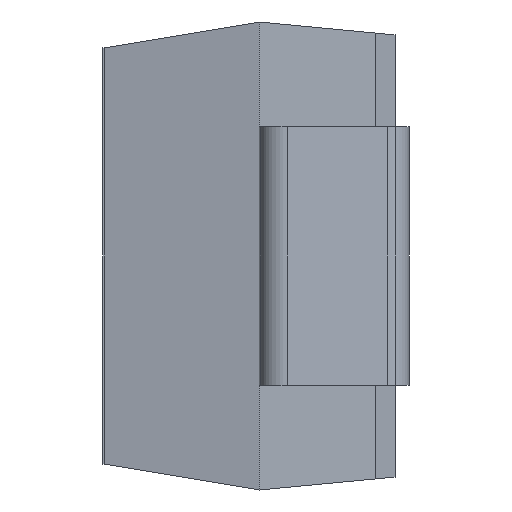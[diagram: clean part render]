
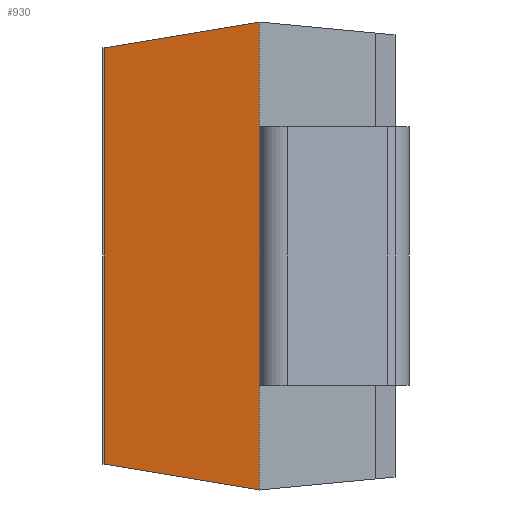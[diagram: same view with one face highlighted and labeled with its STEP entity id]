
A CAD part, left-side view. The second image highlights one B-rep face of the part: STEP entity #930.
In plain terms, the highlighted planar face has unit normal (-0.986, 0.164, 0).
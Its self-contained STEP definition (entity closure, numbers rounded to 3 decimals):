
#60=FACE_OUTER_BOUND('',#114,.T.);
#114=EDGE_LOOP('',(#653,#654,#655,#656));
#182=LINE('',#1379,#296);
#183=LINE('',#1383,#297);
#184=LINE('',#1384,#298);
#185=LINE('',#1385,#299);
#296=VECTOR('',#1109,10.);
#297=VECTOR('',#1112,10.);
#298=VECTOR('',#1113,10.);
#299=VECTOR('',#1114,10.);
#400=VERTEX_POINT('',#1367);
#402=VERTEX_POINT('',#1375);
#403=VERTEX_POINT('',#1381);
#404=VERTEX_POINT('',#1382);
#498=EDGE_CURVE('',#402,#400,#182,.T.);
#499=EDGE_CURVE('',#403,#404,#183,.T.);
#500=EDGE_CURVE('',#404,#402,#184,.T.);
#501=EDGE_CURVE('',#403,#400,#185,.T.);
#653=ORIENTED_EDGE('',*,*,#499,.T.);
#654=ORIENTED_EDGE('',*,*,#500,.T.);
#655=ORIENTED_EDGE('',*,*,#498,.T.);
#656=ORIENTED_EDGE('',*,*,#501,.F.);
#886=PLANE('',#1001);
#930=ADVANCED_FACE('',(#60),#886,.T.);
#1001=AXIS2_PLACEMENT_3D('',#1380,#1110,#1111);
#1109=DIRECTION('',(0.,0.,1.));
#1110=DIRECTION('center_axis',(-0.986,0.164,0.));
#1111=DIRECTION('ref_axis',(0.,0.,1.));
#1112=DIRECTION('',(0.,0.,-1.));
#1113=DIRECTION('',(-0.162,-0.973,-0.162));
#1114=DIRECTION('',(-0.162,-0.973,0.162));
#1367=CARTESIAN_POINT('',(-2.175,1.05,1.81));
#1375=CARTESIAN_POINT('',(-2.175,1.05,-1.81));
#1379=CARTESIAN_POINT('',(-2.175,1.05,-0.905));
#1380=CARTESIAN_POINT('Origin',(-2.075,1.65,-0.905));
#1381=CARTESIAN_POINT('',(-1.975,2.25,1.61));
#1382=CARTESIAN_POINT('',(-1.975,2.25,-1.61));
#1383=CARTESIAN_POINT('',(-1.975,2.25,-0.905));
#1384=CARTESIAN_POINT('',(-1.975,2.25,-1.61));
#1385=CARTESIAN_POINT('',(-1.975,2.25,1.61));
